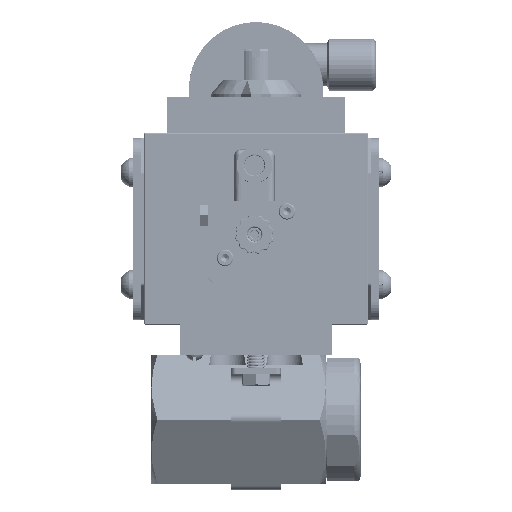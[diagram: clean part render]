
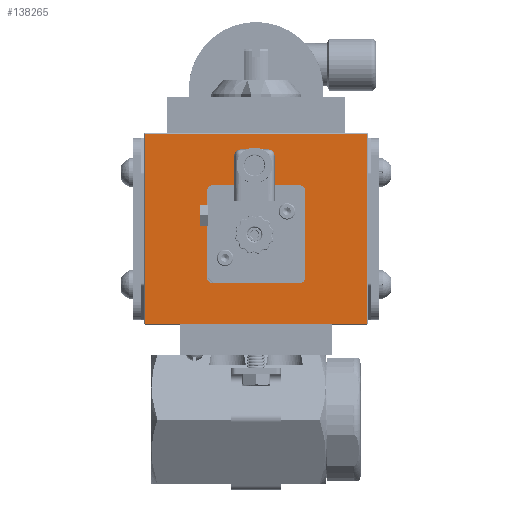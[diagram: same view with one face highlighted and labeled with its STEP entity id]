
A CAD part, top view. The second image highlights one B-rep face of the part: STEP entity #138265.
In plain terms, the highlighted planar face has unit normal (0, 0, 1).
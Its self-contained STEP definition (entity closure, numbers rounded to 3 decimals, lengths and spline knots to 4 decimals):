
#83 = AXIS2_PLACEMENT_3D ( 'NONE', #113375, #39680, #125768 ) ;
#3042 = EDGE_CURVE ( 'NONE', #75106, #5177, #158695, .T. ) ;
#5156 = ORIENTED_EDGE ( 'NONE', *, *, #106054, .T. ) ;
#5177 = VERTEX_POINT ( 'NONE', #157033 ) ;
#6039 = AXIS2_PLACEMENT_3D ( 'NONE', #19180, #105302, #31575 ) ;
#7062 = LINE ( 'NONE', #56918, #93717 ) ;
#7115 = CARTESIAN_POINT ( 'NONE',  ( -2.253, 5.8125, 1.55 ) ) ;
#7272 = LINE ( 'NONE', #69064, #72797 ) ;
#7814 = ORIENTED_EDGE ( 'NONE', *, *, #44545, .T. ) ;
#9255 = VERTEX_POINT ( 'NONE', #155172 ) ;
#10030 = CARTESIAN_POINT ( 'NONE',  ( 2.253, 5.8125, 1.55 ) ) ;
#12660 = EDGE_CURVE ( 'NONE', #39032, #89453, #100107, .T. ) ;
#12945 = VECTOR ( 'NONE', #117160, 39.3701 ) ;
#14607 = CARTESIAN_POINT ( 'NONE',  ( 2.273, 5.8325, 1.55 ) ) ;
#15893 = ORIENTED_EDGE ( 'NONE', *, *, #69039, .T. ) ;
#16808 = LINE ( 'NONE', #104798, #12945 ) ;
#17571 = ORIENTED_EDGE ( 'NONE', *, *, #115747, .F. ) ;
#17976 = CARTESIAN_POINT ( 'NONE',  ( -0.997, 4.7675, 1.55 ) ) ;
#18205 = DIRECTION ( 'NONE',  ( 0., 1., 0. ) ) ;
#19180 = CARTESIAN_POINT ( 'NONE',  ( 0.878, 4.6425, 1.55 ) ) ;
#19793 = DIRECTION ( 'NONE',  ( -1., 0., 0. ) ) ;
#19801 = VECTOR ( 'NONE', #50814, 39.3701 ) ;
#20988 = LINE ( 'NONE', #17976, #86453 ) ;
#24288 = DIRECTION ( 'NONE',  ( 0., -1., 0. ) ) ;
#24317 = VERTEX_POINT ( 'NONE', #41590 ) ;
#26832 = VECTOR ( 'NONE', #117373, 39.3701 ) ;
#26991 = DIRECTION ( 'NONE',  ( 0., 1., 0. ) ) ;
#27343 = EDGE_CURVE ( 'NONE', #139984, #37160, #16808, .T. ) ;
#29889 = DIRECTION ( 'NONE',  ( 0., 0., -1. ) ) ;
#30572 = VERTEX_POINT ( 'NONE', #113722 ) ;
#31575 = DIRECTION ( 'NONE',  ( 0., 1., 0. ) ) ;
#34659 = CARTESIAN_POINT ( 'NONE',  ( -0.872, 4.7675, 1.55 ) ) ;
#34729 = ORIENTED_EDGE ( 'NONE', *, *, #153949, .F. ) ;
#35715 = CARTESIAN_POINT ( 'NONE',  ( -0.997, 4.6425, 1.55 ) ) ;
#36815 = CARTESIAN_POINT ( 'NONE',  ( 0.878, 4.7675, 1.55 ) ) ;
#37160 = VERTEX_POINT ( 'NONE', #10030 ) ;
#39032 = VERTEX_POINT ( 'NONE', #35715 ) ;
#39539 = VERTEX_POINT ( 'NONE', #7115 ) ;
#39680 = DIRECTION ( 'NONE',  ( 0., 0., -1. ) ) ;
#41194 = CIRCLE ( 'NONE', #137477, 0.125 ) ;
#41590 = CARTESIAN_POINT ( 'NONE',  ( 0.878, 2.7675, 1.55 ) ) ;
#44545 = EDGE_CURVE ( 'NONE', #9255, #52114, #41194, .T. ) ;
#45627 = CARTESIAN_POINT ( 'NONE',  ( -0.872, 2.8925, 1.55 ) ) ;
#50380 = ORIENTED_EDGE ( 'NONE', *, *, #84354, .T. ) ;
#50814 = DIRECTION ( 'NONE',  ( 1., 0., 0. ) ) ;
#52114 = VERTEX_POINT ( 'NONE', #147064 ) ;
#53436 = VECTOR ( 'NONE', #24288, 39.3701 ) ;
#56211 = CARTESIAN_POINT ( 'NONE',  ( 2.253, 1.9525, 1.55 ) ) ;
#56918 = CARTESIAN_POINT ( 'NONE',  ( 2.273, 5.8125, 1.55 ) ) ;
#57914 = DIRECTION ( 'NONE',  ( 0., 1., 0. ) ) ;
#58868 = EDGE_CURVE ( 'NONE', #37160, #39539, #7062, .T. ) ;
#62415 = ORIENTED_EDGE ( 'NONE', *, *, #12660, .T. ) ;
#62490 = FACE_BOUND ( 'NONE', #107986, .T. ) ;
#63120 = CIRCLE ( 'NONE', #83, 0.125 ) ;
#67183 = CARTESIAN_POINT ( 'NONE',  ( 1.003, 4.7675, 1.55 ) ) ;
#67600 = VECTOR ( 'NONE', #18205, 39.3701 ) ;
#69039 = EDGE_CURVE ( 'NONE', #154740, #139984, #146961, .T. ) ;
#69064 = CARTESIAN_POINT ( 'NONE',  ( -2.253, 5.8325, 1.55 ) ) ;
#72797 = VECTOR ( 'NONE', #105693, 39.3701 ) ;
#72980 = EDGE_LOOP ( 'NONE', ( #104879, #147968, #50380, #15893 ) ) ;
#75106 = VERTEX_POINT ( 'NONE', #36815 ) ;
#75941 = EDGE_CURVE ( 'NONE', #39032, #52114, #122746, .T. ) ;
#84354 = EDGE_CURVE ( 'NONE', #39539, #154740, #7272, .T. ) ;
#86453 = VECTOR ( 'NONE', #104093, 39.3701 ) ;
#88338 = PLANE ( 'NONE',  #103825 ) ;
#89453 = VERTEX_POINT ( 'NONE', #34659 ) ;
#92232 = LINE ( 'NONE', #129784, #26832 ) ;
#93717 = VECTOR ( 'NONE', #19793, 39.3701 ) ;
#100107 = CIRCLE ( 'NONE', #134939, 0.125 ) ;
#100712 = DIRECTION ( 'NONE',  ( 0., 0., -1. ) ) ;
#103608 = CARTESIAN_POINT ( 'NONE',  ( -0.872, 4.6425, 1.55 ) ) ;
#103825 = AXIS2_PLACEMENT_3D ( 'NONE', #14607, #100712, #26991 ) ;
#104093 = DIRECTION ( 'NONE',  ( -1., 0., 0. ) ) ;
#104620 = EDGE_CURVE ( 'NONE', #9255, #24317, #92232, .T. ) ;
#104798 = CARTESIAN_POINT ( 'NONE',  ( 2.253, 5.8325, 1.55 ) ) ;
#104879 = ORIENTED_EDGE ( 'NONE', *, *, #27343, .T. ) ;
#105302 = DIRECTION ( 'NONE',  ( 0., 0., -1. ) ) ;
#105500 = CARTESIAN_POINT ( 'NONE',  ( -2.253, 1.9525, 1.55 ) ) ;
#105693 = DIRECTION ( 'NONE',  ( 0., -1., 0. ) ) ;
#106022 = ORIENTED_EDGE ( 'NONE', *, *, #75941, .F. ) ;
#106054 = EDGE_CURVE ( 'NONE', #30572, #24317, #63120, .T. ) ;
#107986 = EDGE_LOOP ( 'NONE', ( #106022, #62415, #34729, #108664, #17571, #5156, #146731, #7814 ) ) ;
#108664 = ORIENTED_EDGE ( 'NONE', *, *, #3042, .T. ) ;
#113375 = CARTESIAN_POINT ( 'NONE',  ( 0.878, 2.8925, 1.55 ) ) ;
#113722 = CARTESIAN_POINT ( 'NONE',  ( 1.003, 2.8925, 1.55 ) ) ;
#115747 = EDGE_CURVE ( 'NONE', #30572, #5177, #133129, .T. ) ;
#115975 = DIRECTION ( 'NONE',  ( 0., 1., 0. ) ) ;
#117160 = DIRECTION ( 'NONE',  ( 0., 1., 0. ) ) ;
#117373 = DIRECTION ( 'NONE',  ( 1., 0., 0. ) ) ;
#122746 = LINE ( 'NONE', #147565, #53436 ) ;
#125768 = DIRECTION ( 'NONE',  ( 0., 1., 0. ) ) ;
#129784 = CARTESIAN_POINT ( 'NONE',  ( -0.997, 2.7675, 1.55 ) ) ;
#131707 = DIRECTION ( 'NONE',  ( 0., 0., -1. ) ) ;
#133129 = LINE ( 'NONE', #67183, #67600 ) ;
#134939 = AXIS2_PLACEMENT_3D ( 'NONE', #103608, #29889, #115975 ) ;
#136926 = CARTESIAN_POINT ( 'NONE',  ( 2.273, 1.9525, 1.55 ) ) ;
#137477 = AXIS2_PLACEMENT_3D ( 'NONE', #45627, #131707, #57914 ) ;
#138265 = ADVANCED_FACE ( 'NONE', ( #153023, #62490 ), #88338, .F. ) ;
#139984 = VERTEX_POINT ( 'NONE', #56211 ) ;
#146731 = ORIENTED_EDGE ( 'NONE', *, *, #104620, .F. ) ;
#146961 = LINE ( 'NONE', #136926, #19801 ) ;
#147064 = CARTESIAN_POINT ( 'NONE',  ( -0.997, 2.8925, 1.55 ) ) ;
#147565 = CARTESIAN_POINT ( 'NONE',  ( -0.997, 4.7675, 1.55 ) ) ;
#147968 = ORIENTED_EDGE ( 'NONE', *, *, #58868, .T. ) ;
#153023 = FACE_OUTER_BOUND ( 'NONE', #72980, .T. ) ;
#153949 = EDGE_CURVE ( 'NONE', #75106, #89453, #20988, .T. ) ;
#154740 = VERTEX_POINT ( 'NONE', #105500 ) ;
#155172 = CARTESIAN_POINT ( 'NONE',  ( -0.872, 2.7675, 1.55 ) ) ;
#157033 = CARTESIAN_POINT ( 'NONE',  ( 1.003, 4.6425, 1.55 ) ) ;
#158695 = CIRCLE ( 'NONE', #6039, 0.125 ) ;
